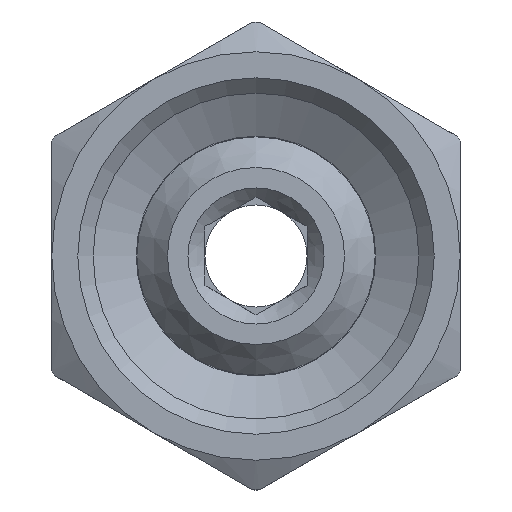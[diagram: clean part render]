
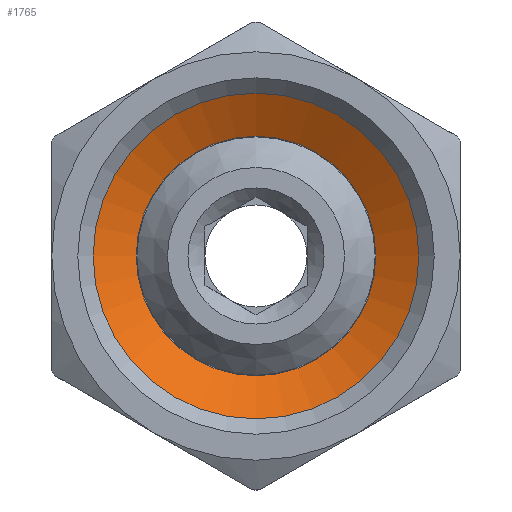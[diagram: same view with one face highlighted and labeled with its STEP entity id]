
A CAD part, left-side view. The second image highlights one B-rep face of the part: STEP entity #1765.
In plain terms, the highlighted conical face has half-angle 60 degrees and reference radius 9.57 mm.
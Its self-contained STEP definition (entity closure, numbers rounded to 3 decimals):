
#445=ORIENTED_EDGE('',*,*,#656,.F.);
#446=ORIENTED_EDGE('',*,*,#657,.F.);
#656=EDGE_CURVE('',#776,#776,#854,.T.);
#657=EDGE_CURVE('',#777,#777,#855,.T.);
#776=VERTEX_POINT('',#2711);
#777=VERTEX_POINT('',#2714);
#854=CIRCLE('',#1908,9.57);
#855=CIRCLE('',#1910,7.04);
#946=EDGE_LOOP('',(#445));
#947=EDGE_LOOP('',(#446));
#1052=FACE_BOUND('',#946,.T.);
#1053=FACE_BOUND('',#947,.T.);
#1101=CONICAL_SURFACE('',#1909,9.57,1.047);
#1765=ADVANCED_FACE('',(#1052,#1053),#1101,.F.);
#1908=AXIS2_PLACEMENT_3D('',#2710,#2209,#2210);
#1909=AXIS2_PLACEMENT_3D('',#2712,#2211,#2212);
#1910=AXIS2_PLACEMENT_3D('',#2713,#2213,#2214);
#2209=DIRECTION('',(1.,0.,0.));
#2210=DIRECTION('',(0.,0.,-1.));
#2211=DIRECTION('',(-1.,0.,0.));
#2212=DIRECTION('',(0.,0.,-1.));
#2213=DIRECTION('',(-1.,0.,0.));
#2214=DIRECTION('',(0.,0.,1.));
#2710=CARTESIAN_POINT('',(16.5,0.,0.));
#2711=CARTESIAN_POINT('',(16.5,0.,-9.57));
#2712=CARTESIAN_POINT('',(16.5,0.,0.));
#2713=CARTESIAN_POINT('',(17.961,0.,0.));
#2714=CARTESIAN_POINT('',(17.961,0.,7.04));
